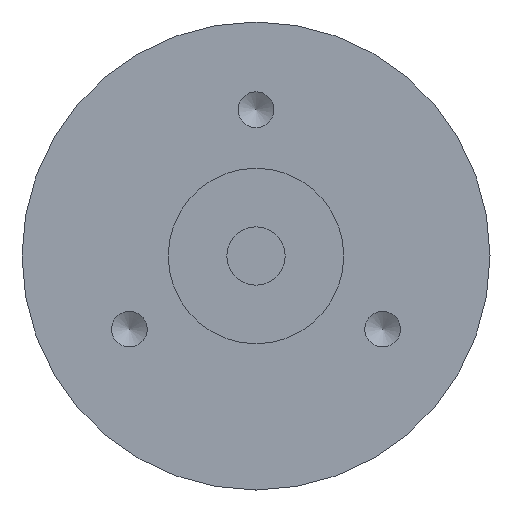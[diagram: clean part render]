
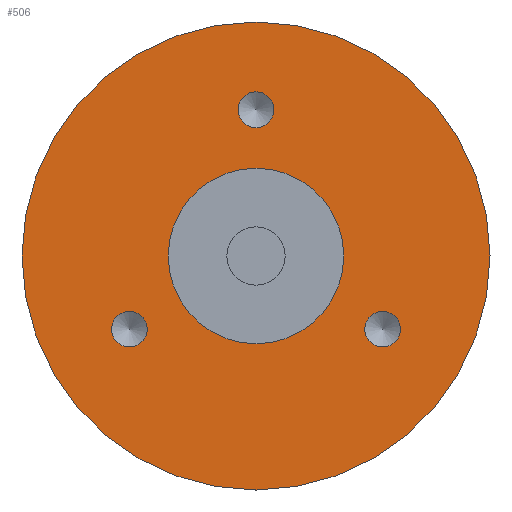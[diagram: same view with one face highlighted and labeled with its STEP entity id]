
A CAD part, left-side view. The second image highlights one B-rep face of the part: STEP entity #506.
In plain terms, the highlighted planar face has unit normal (-1, 0, 0).
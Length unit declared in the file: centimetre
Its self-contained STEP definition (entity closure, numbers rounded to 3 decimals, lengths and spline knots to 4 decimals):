
#49=PLANE('',#583);
#81=FACE_BOUND('',#204,.T.);
#82=FACE_BOUND('',#205,.T.);
#83=FACE_BOUND('',#206,.T.);
#84=FACE_BOUND('',#207,.T.);
#138=FACE_OUTER_BOUND('',#203,.T.);
#203=EDGE_LOOP('',(#439));
#204=EDGE_LOOP('',(#440));
#205=EDGE_LOOP('',(#441));
#206=EDGE_LOOP('',(#442));
#207=EDGE_LOOP('',(#443));
#246=CIRCLE('',#568,0.0611);
#248=CIRCLE('',#571,0.0611);
#250=CIRCLE('',#574,0.0611);
#254=CIRCLE('',#582,0.8);
#255=CIRCLE('',#584,0.3);
#292=VERTEX_POINT('',#860);
#294=VERTEX_POINT('',#865);
#296=VERTEX_POINT('',#870);
#300=VERTEX_POINT('',#882);
#301=VERTEX_POINT('',#885);
#342=EDGE_CURVE('',#292,#292,#246,.T.);
#344=EDGE_CURVE('',#294,#294,#248,.T.);
#346=EDGE_CURVE('',#296,#296,#250,.T.);
#350=EDGE_CURVE('',#300,#300,#254,.T.);
#351=EDGE_CURVE('',#301,#301,#255,.T.);
#439=ORIENTED_EDGE('',*,*,#350,.T.);
#440=ORIENTED_EDGE('',*,*,#342,.T.);
#441=ORIENTED_EDGE('',*,*,#344,.T.);
#442=ORIENTED_EDGE('',*,*,#346,.T.);
#443=ORIENTED_EDGE('',*,*,#351,.F.);
#506=ADVANCED_FACE('',(#138,#81,#82,#83,#84),#49,.T.);
#568=AXIS2_PLACEMENT_3D('',#861,#704,#705);
#571=AXIS2_PLACEMENT_3D('',#866,#710,#711);
#574=AXIS2_PLACEMENT_3D('',#871,#716,#717);
#582=AXIS2_PLACEMENT_3D('',#883,#732,#733);
#583=AXIS2_PLACEMENT_3D('',#884,#734,#735);
#584=AXIS2_PLACEMENT_3D('',#886,#736,#737);
#704=DIRECTION('center_axis',(1.,0.,0.));
#705=DIRECTION('ref_axis',(0.,0.,1.));
#710=DIRECTION('center_axis',(1.,0.,0.));
#711=DIRECTION('ref_axis',(0.,0.,1.));
#716=DIRECTION('center_axis',(1.,0.,0.));
#717=DIRECTION('ref_axis',(0.,0.,1.));
#732=DIRECTION('center_axis',(-1.,0.,0.));
#733=DIRECTION('ref_axis',(0.,0.,1.));
#734=DIRECTION('center_axis',(-1.,0.,0.));
#735=DIRECTION('ref_axis',(0.,0.,1.));
#736=DIRECTION('center_axis',(-1.,0.,0.));
#737=DIRECTION('ref_axis',(0.,0.,1.));
#860=CARTESIAN_POINT('',(-2.2676,0.7361,-0.189));
#861=CARTESIAN_POINT('Origin',(-2.2676,0.7361,-0.25));
#865=CARTESIAN_POINT('',(-2.2676,0.3031,0.5611));
#866=CARTESIAN_POINT('Origin',(-2.2676,0.3031,0.5));
#870=CARTESIAN_POINT('',(-2.2676,-0.1299,-0.189));
#871=CARTESIAN_POINT('Origin',(-2.2676,-0.1299,-0.25));
#882=CARTESIAN_POINT('',(-2.2676,0.3031,0.8));
#883=CARTESIAN_POINT('Origin',(-2.2676,0.3031,0.));
#884=CARTESIAN_POINT('Origin',(-2.2676,0.3031,0.3));
#885=CARTESIAN_POINT('',(-2.2676,0.3031,0.3));
#886=CARTESIAN_POINT('Origin',(-2.2676,0.3031,0.));
